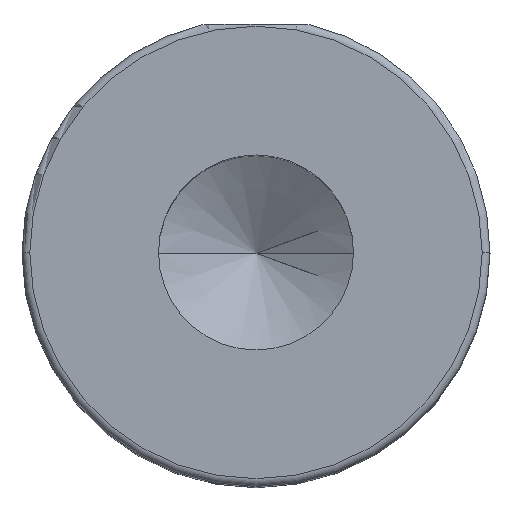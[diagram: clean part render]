
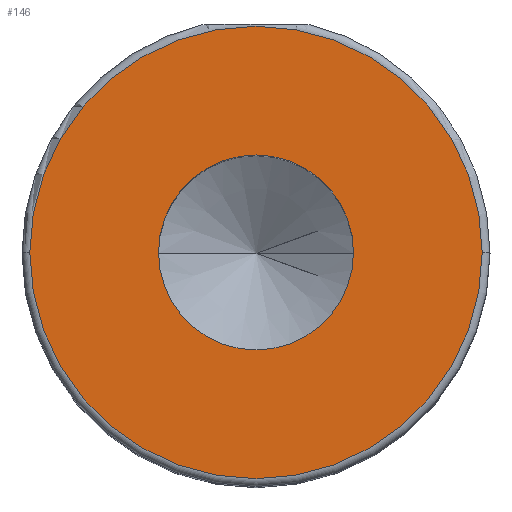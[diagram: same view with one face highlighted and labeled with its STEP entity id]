
A CAD part, top view. The second image highlights one B-rep face of the part: STEP entity #146.
In plain terms, the highlighted planar face has unit normal (0, 0, 1).
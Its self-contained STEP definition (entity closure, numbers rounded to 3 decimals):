
#14 = CIRCLE ( 'NONE', #1107, 2.5 ) ;
#37 = ORIENTED_EDGE ( 'NONE', *, *, #1116, .F. ) ;
#62 = DIRECTION ( 'NONE',  ( 0., 0., 1. ) ) ;
#67 = FACE_OUTER_BOUND ( 'NONE', #729, .T. ) ;
#146 = ADVANCED_FACE ( 'NONE', ( #556, #67 ), #530, .T. ) ;
#167 = CIRCLE ( 'NONE', #822, 5.8 ) ;
#253 = DIRECTION ( 'NONE',  ( 0., 0., 1. ) ) ;
#322 = CARTESIAN_POINT ( 'NONE',  ( -5.8, 0., 10. ) ) ;
#346 = DIRECTION ( 'NONE',  ( 1., 0., 0. ) ) ;
#373 = VERTEX_POINT ( 'NONE', #831 ) ;
#398 = ORIENTED_EDGE ( 'NONE', *, *, #1092, .T. ) ;
#451 = DIRECTION ( 'NONE',  ( 0., 0., 1. ) ) ;
#486 = CIRCLE ( 'NONE', #1003, 5.8 ) ;
#494 = DIRECTION ( 'NONE',  ( 0., 0., 1. ) ) ;
#496 = CARTESIAN_POINT ( 'NONE',  ( 5.8, 0., 10. ) ) ;
#497 = AXIS2_PLACEMENT_3D ( 'NONE', #909, #914, #346 ) ;
#507 = EDGE_CURVE ( 'NONE', #887, #373, #14, .T. ) ;
#530 = PLANE ( 'NONE',  #497 ) ;
#534 = ORIENTED_EDGE ( 'NONE', *, *, #507, .F. ) ;
#556 = FACE_BOUND ( 'NONE', #651, .T. ) ;
#642 = CARTESIAN_POINT ( 'NONE',  ( 0., 0., 10. ) ) ;
#651 = EDGE_LOOP ( 'NONE', ( #37, #534 ) ) ;
#693 = AXIS2_PLACEMENT_3D ( 'NONE', #1024, #451, #1130 ) ;
#729 = EDGE_LOOP ( 'NONE', ( #398, #973 ) ) ;
#732 = DIRECTION ( 'NONE',  ( 1., 0., 0. ) ) ;
#817 = CARTESIAN_POINT ( 'NONE',  ( 0., 0., 10. ) ) ;
#822 = AXIS2_PLACEMENT_3D ( 'NONE', #1071, #494, #1172 ) ;
#831 = CARTESIAN_POINT ( 'NONE',  ( 2.5, 0., 10. ) ) ;
#887 = VERTEX_POINT ( 'NONE', #1179 ) ;
#909 = CARTESIAN_POINT ( 'NONE',  ( 0., 0., 10. ) ) ;
#914 = DIRECTION ( 'NONE',  ( 0., 0., 1. ) ) ;
#922 = DIRECTION ( 'NONE',  ( 1., 0., 0. ) ) ;
#953 = VERTEX_POINT ( 'NONE', #322 ) ;
#973 = ORIENTED_EDGE ( 'NONE', *, *, #1166, .T. ) ;
#1003 = AXIS2_PLACEMENT_3D ( 'NONE', #817, #253, #922 ) ;
#1024 = CARTESIAN_POINT ( 'NONE',  ( 0., 0., 10. ) ) ;
#1071 = CARTESIAN_POINT ( 'NONE',  ( 0., 0., 10. ) ) ;
#1092 = EDGE_CURVE ( 'NONE', #1213, #953, #486, .T. ) ;
#1107 = AXIS2_PLACEMENT_3D ( 'NONE', #642, #62, #732 ) ;
#1116 = EDGE_CURVE ( 'NONE', #373, #887, #1232, .T. ) ;
#1130 = DIRECTION ( 'NONE',  ( 1., 0., 0. ) ) ;
#1166 = EDGE_CURVE ( 'NONE', #953, #1213, #167, .T. ) ;
#1172 = DIRECTION ( 'NONE',  ( 1., 0., 0. ) ) ;
#1179 = CARTESIAN_POINT ( 'NONE',  ( -2.5, 0., 10. ) ) ;
#1213 = VERTEX_POINT ( 'NONE', #496 ) ;
#1232 = CIRCLE ( 'NONE', #693, 2.5 ) ;
